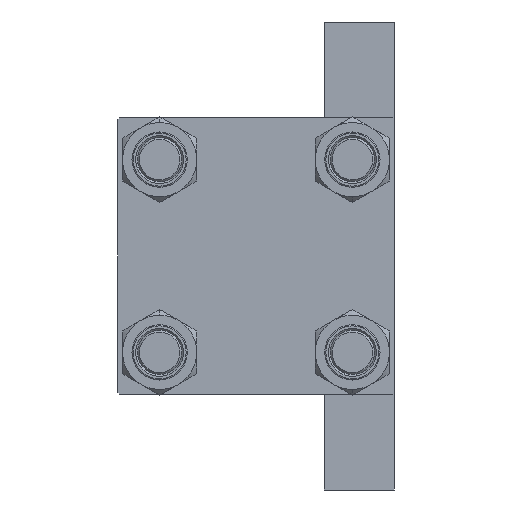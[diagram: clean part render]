
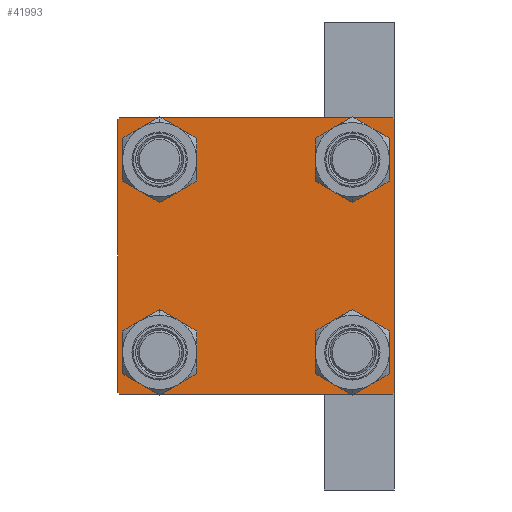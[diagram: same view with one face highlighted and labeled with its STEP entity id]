
A CAD part, left-side view. The second image highlights one B-rep face of the part: STEP entity #41993.
In plain terms, the highlighted planar face has unit normal (-1, 0, 0).
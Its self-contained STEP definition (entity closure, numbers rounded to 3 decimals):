
#101 = VERTEX_POINT ( 'NONE', #40999 ) ;
#577 = LINE ( 'NONE', #33614, #14199 ) ;
#680 = VERTEX_POINT ( 'NONE', #23468 ) ;
#959 = VERTEX_POINT ( 'NONE', #4363 ) ;
#1448 = CIRCLE ( 'NONE', #13770, 6.5 ) ;
#1567 = EDGE_CURVE ( 'NONE', #41897, #9384, #16003, .T. ) ;
#1651 = EDGE_CURVE ( 'NONE', #680, #41897, #14028, .T. ) ;
#1657 = CARTESIAN_POINT ( 'NONE',  ( 0., -37.5, 37.5 ) ) ;
#1756 = EDGE_CURVE ( 'NONE', #18055, #25471, #37370, .T. ) ;
#2218 = DIRECTION ( 'NONE',  ( 1., 0., 0. ) ) ;
#2249 = ORIENTED_EDGE ( 'NONE', *, *, #5053, .F. ) ;
#2547 = VECTOR ( 'NONE', #34852, 1000. ) ;
#2662 = VERTEX_POINT ( 'NONE', #37884 ) ;
#2682 = ORIENTED_EDGE ( 'NONE', *, *, #17053, .T. ) ;
#3309 = DIRECTION ( 'NONE',  ( 1., 0., 0. ) ) ;
#3496 = CARTESIAN_POINT ( 'NONE',  ( 0., 26.15, 19.65 ) ) ;
#3576 = EDGE_LOOP ( 'NONE', ( #29984, #43438 ) ) ;
#4129 = CARTESIAN_POINT ( 'NONE',  ( 0., 26.15, 26.15 ) ) ;
#4363 = CARTESIAN_POINT ( 'NONE',  ( 0., -37., 37.5 ) ) ;
#4822 = DIRECTION ( 'NONE',  ( 0., 0., 1. ) ) ;
#5053 = EDGE_CURVE ( 'NONE', #22094, #9384, #45077, .T. ) ;
#5255 = EDGE_CURVE ( 'NONE', #31238, #680, #24023, .T. ) ;
#5286 = CARTESIAN_POINT ( 'NONE',  ( 0., 37., 37.5 ) ) ;
#5412 = ORIENTED_EDGE ( 'NONE', *, *, #13139, .T. ) ;
#6050 = DIRECTION ( 'NONE',  ( 0., 0., 1. ) ) ;
#6075 = CARTESIAN_POINT ( 'NONE',  ( 0., 26.15, -32.65 ) ) ;
#6650 = DIRECTION ( 'NONE',  ( 0., 0.707, -0.707 ) ) ;
#6875 = VECTOR ( 'NONE', #37702, 1000. ) ;
#6951 = CARTESIAN_POINT ( 'NONE',  ( 0., -26.15, 26.15 ) ) ;
#7402 = AXIS2_PLACEMENT_3D ( 'NONE', #4129, #25864, #18608 ) ;
#8765 = CARTESIAN_POINT ( 'NONE',  ( 0., -26.15, -26.15 ) ) ;
#9073 = LINE ( 'NONE', #38001, #2547 ) ;
#9181 = EDGE_CURVE ( 'NONE', #16164, #959, #9073, .T. ) ;
#9384 = VERTEX_POINT ( 'NONE', #38187 ) ;
#9556 = CARTESIAN_POINT ( 'NONE',  ( 0., 37.25, -37.25 ) ) ;
#10310 = CIRCLE ( 'NONE', #29571, 6.5 ) ;
#10450 = CARTESIAN_POINT ( 'NONE',  ( 0., -26.15, -32.65 ) ) ;
#10857 = AXIS2_PLACEMENT_3D ( 'NONE', #8765, #2218, #20776 ) ;
#11369 = CARTESIAN_POINT ( 'NONE',  ( 0., 26.15, -26.15 ) ) ;
#11459 = LINE ( 'NONE', #36285, #16813 ) ;
#11509 = CIRCLE ( 'NONE', #29209, 6.5 ) ;
#12147 = ORIENTED_EDGE ( 'NONE', *, *, #44688, .T. ) ;
#12381 = CARTESIAN_POINT ( 'NONE',  ( 0., -37.25, -37.25 ) ) ;
#12632 = FACE_BOUND ( 'NONE', #17983, .T. ) ;
#13078 = DIRECTION ( 'NONE',  ( 0., -1., 0. ) ) ;
#13139 = EDGE_CURVE ( 'NONE', #39769, #31238, #577, .T. ) ;
#13358 = EDGE_LOOP ( 'NONE', ( #21973, #15996 ) ) ;
#13770 = AXIS2_PLACEMENT_3D ( 'NONE', #11369, #41487, #4822 ) ;
#14028 = LINE ( 'NONE', #42963, #33844 ) ;
#14199 = VECTOR ( 'NONE', #34081, 1000. ) ;
#14201 = ORIENTED_EDGE ( 'NONE', *, *, #15832, .T. ) ;
#15307 = CARTESIAN_POINT ( 'NONE',  ( 0., -37., -37.5 ) ) ;
#15832 = EDGE_CURVE ( 'NONE', #18821, #41348, #38319, .T. ) ;
#15996 = ORIENTED_EDGE ( 'NONE', *, *, #21142, .T. ) ;
#16003 = LINE ( 'NONE', #12381, #6875 ) ;
#16048 = ORIENTED_EDGE ( 'NONE', *, *, #5255, .T. ) ;
#16164 = VERTEX_POINT ( 'NONE', #5286 ) ;
#16238 = CARTESIAN_POINT ( 'NONE',  ( 0., -37.5, 37. ) ) ;
#16672 = CARTESIAN_POINT ( 'NONE',  ( 0., 26.15, 26.15 ) ) ;
#16813 = VECTOR ( 'NONE', #32934, 1000. ) ;
#16954 = CARTESIAN_POINT ( 'NONE',  ( 0., 0., 0. ) ) ;
#17044 = DIRECTION ( 'NONE',  ( 0., 0., 1. ) ) ;
#17053 = EDGE_CURVE ( 'NONE', #21243, #101, #1448, .T. ) ;
#17131 = EDGE_LOOP ( 'NONE', ( #44916, #14201 ) ) ;
#17983 = EDGE_LOOP ( 'NONE', ( #47693, #2682 ) ) ;
#18055 = VERTEX_POINT ( 'NONE', #44631 ) ;
#18424 = EDGE_CURVE ( 'NONE', #25471, #18055, #11509, .T. ) ;
#18608 = DIRECTION ( 'NONE',  ( 0., 0., 1. ) ) ;
#18821 = VERTEX_POINT ( 'NONE', #3496 ) ;
#18926 = ORIENTED_EDGE ( 'NONE', *, *, #1651, .T. ) ;
#19619 = VECTOR ( 'NONE', #6650, 1000. ) ;
#19844 = ORIENTED_EDGE ( 'NONE', *, *, #9181, .F. ) ;
#20096 = FACE_BOUND ( 'NONE', #13358, .T. ) ;
#20574 = FACE_BOUND ( 'NONE', #17131, .T. ) ;
#20776 = DIRECTION ( 'NONE',  ( 0., 0., 1. ) ) ;
#21142 = EDGE_CURVE ( 'NONE', #45232, #2662, #36967, .T. ) ;
#21243 = VERTEX_POINT ( 'NONE', #6075 ) ;
#21286 = CARTESIAN_POINT ( 'NONE',  ( 0., 26.15, 32.65 ) ) ;
#21655 = DIRECTION ( 'NONE',  ( 1., 0., 0. ) ) ;
#21973 = ORIENTED_EDGE ( 'NONE', *, *, #45408, .T. ) ;
#22094 = VERTEX_POINT ( 'NONE', #16238 ) ;
#23468 = CARTESIAN_POINT ( 'NONE',  ( 0., 37., -37.5 ) ) ;
#23499 = DIRECTION ( 'NONE',  ( -1., 0., 0. ) ) ;
#23944 = ORIENTED_EDGE ( 'NONE', *, *, #1567, .T. ) ;
#24023 = LINE ( 'NONE', #9556, #43622 ) ;
#24240 = CARTESIAN_POINT ( 'NONE',  ( 0., -26.15, 19.65 ) ) ;
#24364 = CARTESIAN_POINT ( 'NONE',  ( 0., 26.15, -26.15 ) ) ;
#25114 = VECTOR ( 'NONE', #31098, 1000. ) ;
#25471 = VERTEX_POINT ( 'NONE', #24240 ) ;
#25666 = EDGE_CURVE ( 'NONE', #101, #21243, #47136, .T. ) ;
#25864 = DIRECTION ( 'NONE',  ( 1., 0., 0. ) ) ;
#27806 = FACE_OUTER_BOUND ( 'NONE', #33006, .T. ) ;
#28179 = CIRCLE ( 'NONE', #7402, 6.5 ) ;
#28592 = LINE ( 'NONE', #39681, #19619 ) ;
#29209 = AXIS2_PLACEMENT_3D ( 'NONE', #35366, #38752, #17044 ) ;
#29571 = AXIS2_PLACEMENT_3D ( 'NONE', #42871, #3309, #32748 ) ;
#29984 = ORIENTED_EDGE ( 'NONE', *, *, #1756, .T. ) ;
#30979 = FACE_BOUND ( 'NONE', #3576, .T. ) ;
#31098 = DIRECTION ( 'NONE',  ( 0., 0., -1. ) ) ;
#31238 = VERTEX_POINT ( 'NONE', #38099 ) ;
#32748 = DIRECTION ( 'NONE',  ( 0., 0., 1. ) ) ;
#32934 = DIRECTION ( 'NONE',  ( 0., 0.707, 0.707 ) ) ;
#33006 = EDGE_LOOP ( 'NONE', ( #5412, #16048, #18926, #23944, #2249, #12147, #19844, #38746 ) ) ;
#33614 = CARTESIAN_POINT ( 'NONE',  ( 0., 37.5, 37.5 ) ) ;
#33844 = VECTOR ( 'NONE', #13078, 1000. ) ;
#34081 = DIRECTION ( 'NONE',  ( 0., 0., -1. ) ) ;
#34661 = EDGE_CURVE ( 'NONE', #16164, #39769, #28592, .T. ) ;
#34852 = DIRECTION ( 'NONE',  ( 0., -1., 0. ) ) ;
#35339 = DIRECTION ( 'NONE',  ( 0., -0.707, -0.707 ) ) ;
#35366 = CARTESIAN_POINT ( 'NONE',  ( 0., -26.15, 26.15 ) ) ;
#36285 = CARTESIAN_POINT ( 'NONE',  ( 0., -37.25, 37.25 ) ) ;
#36967 = CIRCLE ( 'NONE', #10857, 6.5 ) ;
#37370 = CIRCLE ( 'NONE', #44285, 6.5 ) ;
#37702 = DIRECTION ( 'NONE',  ( 0., -0.707, 0.707 ) ) ;
#37884 = CARTESIAN_POINT ( 'NONE',  ( 0., -26.15, -19.65 ) ) ;
#38001 = CARTESIAN_POINT ( 'NONE',  ( 0., 37.5, 37.5 ) ) ;
#38099 = CARTESIAN_POINT ( 'NONE',  ( 0., 37.5, -37. ) ) ;
#38187 = CARTESIAN_POINT ( 'NONE',  ( 0., -37.5, -37. ) ) ;
#38189 = EDGE_CURVE ( 'NONE', #41348, #18821, #28179, .T. ) ;
#38319 = CIRCLE ( 'NONE', #43728, 6.5 ) ;
#38355 = DIRECTION ( 'NONE',  ( 1., 0., 0. ) ) ;
#38746 = ORIENTED_EDGE ( 'NONE', *, *, #34661, .T. ) ;
#38752 = DIRECTION ( 'NONE',  ( 1., 0., 0. ) ) ;
#38825 = DIRECTION ( 'NONE',  ( 0., 0., 1. ) ) ;
#39681 = CARTESIAN_POINT ( 'NONE',  ( 0., 37.25, 37.25 ) ) ;
#39769 = VERTEX_POINT ( 'NONE', #43765 ) ;
#39981 = DIRECTION ( 'NONE',  ( 0., 0., 1. ) ) ;
#40999 = CARTESIAN_POINT ( 'NONE',  ( 0., 26.15, -19.65 ) ) ;
#41348 = VERTEX_POINT ( 'NONE', #21286 ) ;
#41487 = DIRECTION ( 'NONE',  ( 1., 0., 0. ) ) ;
#41897 = VERTEX_POINT ( 'NONE', #15307 ) ;
#41993 = ADVANCED_FACE ( 'NONE', ( #30979, #20096, #12632, #20574, #27806 ), #42052, .T. ) ;
#42052 = PLANE ( 'NONE',  #42153 ) ;
#42153 = AXIS2_PLACEMENT_3D ( 'NONE', #16954, #23499, #46348 ) ;
#42871 = CARTESIAN_POINT ( 'NONE',  ( 0., -26.15, -26.15 ) ) ;
#42963 = CARTESIAN_POINT ( 'NONE',  ( 0., 37.5, -37.5 ) ) ;
#43281 = AXIS2_PLACEMENT_3D ( 'NONE', #24364, #38355, #38825 ) ;
#43438 = ORIENTED_EDGE ( 'NONE', *, *, #18424, .T. ) ;
#43622 = VECTOR ( 'NONE', #35339, 1000. ) ;
#43728 = AXIS2_PLACEMENT_3D ( 'NONE', #16672, #46068, #6050 ) ;
#43765 = CARTESIAN_POINT ( 'NONE',  ( 0., 37.5, 37. ) ) ;
#44285 = AXIS2_PLACEMENT_3D ( 'NONE', #6951, #21655, #39981 ) ;
#44631 = CARTESIAN_POINT ( 'NONE',  ( 0., -26.15, 32.65 ) ) ;
#44688 = EDGE_CURVE ( 'NONE', #22094, #959, #11459, .T. ) ;
#44916 = ORIENTED_EDGE ( 'NONE', *, *, #38189, .T. ) ;
#45077 = LINE ( 'NONE', #1657, #25114 ) ;
#45232 = VERTEX_POINT ( 'NONE', #10450 ) ;
#45408 = EDGE_CURVE ( 'NONE', #2662, #45232, #10310, .T. ) ;
#46068 = DIRECTION ( 'NONE',  ( 1., 0., 0. ) ) ;
#46348 = DIRECTION ( 'NONE',  ( 0., 0., 1. ) ) ;
#47136 = CIRCLE ( 'NONE', #43281, 6.5 ) ;
#47693 = ORIENTED_EDGE ( 'NONE', *, *, #25666, .T. ) ;
